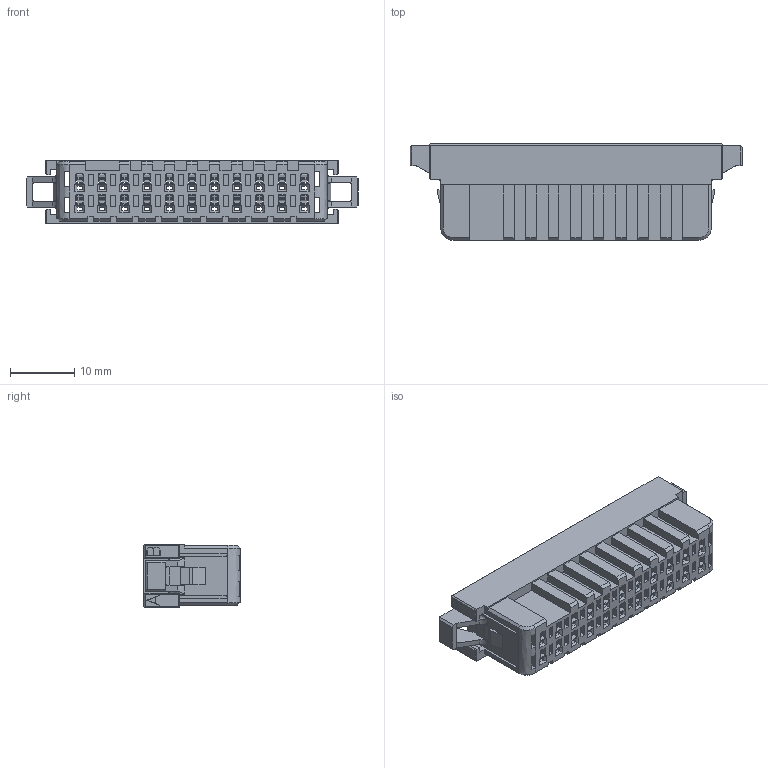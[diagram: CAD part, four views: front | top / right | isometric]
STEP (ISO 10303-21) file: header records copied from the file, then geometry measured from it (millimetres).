
FILE_DESCRIPTION( ('This file contains a STEP AP42 implementation' ,'as created by ZW3D STEP Interface translator.') ,'2;1' );
FILE_NAME( 'WD3500-2H11B001X.stp' ,'2312 5.171838', (''), ('ZWCAD Software Co.'), 'Version 1.0', 'ZW3D to STEP translator', '' );
FILE_SCHEMA(('AUTOMOTIVE_DESIGN { 1 0 10303 214 1 1 1 1 }'));
Length unit declared in the file: millimetre
Products named in the file (2): 0; WD3500-2H11B001X
Bounding box: 51.7 x 15 x 9.9 mm (x, y, z)
Volume: 3756.8 mm3; surface area: 7522 mm2
Topology: 1 solids, 1 shells, 1822 faces, 4998 edges, 3220 vertices
Faces by surface type: plane 1760, bspline 30, cylinder 28, cone 4
Entity records: 58740 total; most frequent: CARTESIAN_POINT 10729, ORIENTED_EDGE 9996, DIRECTION 8648, EDGE_CURVE 4998, VECTOR 4862, LINE 4862, VERTEX_POINT 3220, EDGE_LOOP 1964
